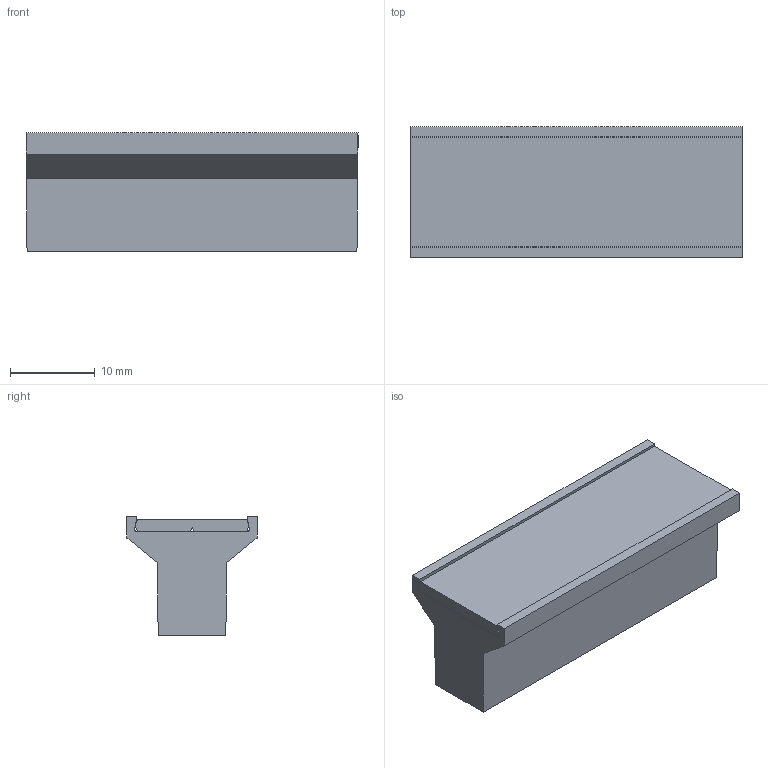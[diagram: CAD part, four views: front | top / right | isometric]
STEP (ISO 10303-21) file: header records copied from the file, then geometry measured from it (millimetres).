
FILE_DESCRIPTION(('STEP AP214'),'1');
FILE_NAME('20808062.stp','2019-03-12T18:00:34',('TraceParts'),('TraceParts S.A.'),'Spatial InterOp 3D',' ',' ');
FILE_SCHEMA(('automotive_design'));
Length unit declared in the file: millimetre
Products named in the file (2): 20808062_1; 20808062_2
Bounding box: 39.2 x 15.4 x 14 mm (x, y, z)
Volume: 3262.2 mm3; surface area: 4803.2 mm2
Topology: 2 solids, 2 shells, 90 faces, 235 edges, 157 vertices
Faces by surface type: plane 68, cylinder 10, cone 10, sphere 2
Entity records: 3531 total; most frequent: CARTESIAN_POINT 532, ORIENTED_EDGE 470, DIRECTION 435, EDGE_CURVE 235, LINE 187, VECTOR 187, VERTEX_POINT 157, AXIS2_PLACEMENT_3D 124
